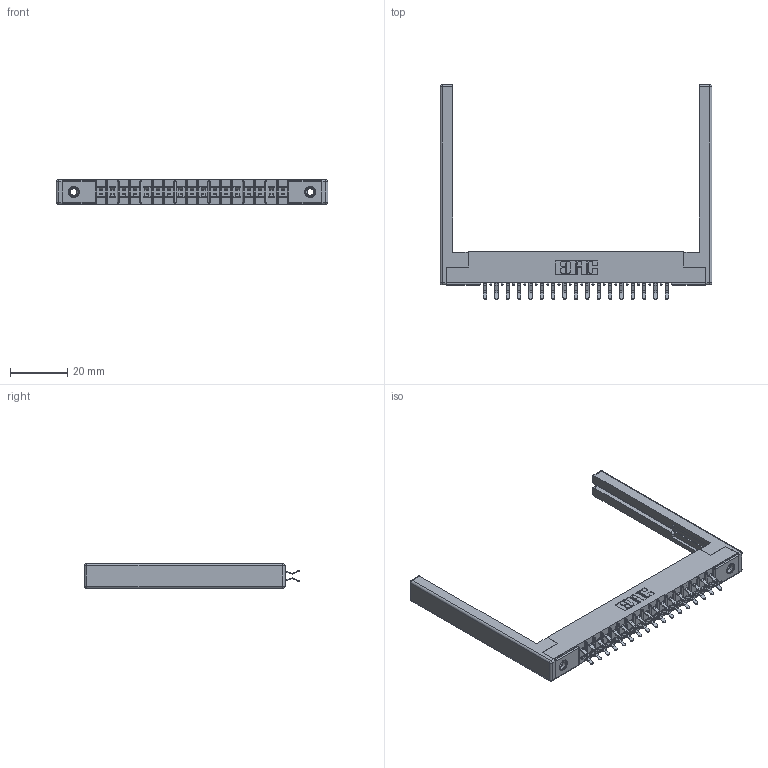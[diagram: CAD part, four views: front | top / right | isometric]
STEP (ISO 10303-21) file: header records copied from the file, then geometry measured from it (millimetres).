
FILE_DESCRIPTION (( 'STEP AP203' ), '1' );
FILE_NAME ('305-034-556-568.STEP', '2019-09-09T17:29:02', ( '' ), ( '' ), 'SwSTEP 2.0', 'SolidWorks 2016', '' );
FILE_SCHEMA (( 'CONFIG_CONTROL_DESIGN' ));
Length unit declared in the file: inch
Products named in the file (5): 305 Part_.156 Dia; 345-250-001_345-250-001-102; 305-034-556-568; 307-220-068; 305-290-001_556
Assembly tree (39 placements, depth 2):
  305-034-556-568
    305 Part_.156 Dia
    305-290-001_556  x34
    345-250-001_345-250-001-102  x2
    307-220-068  x2
Bounding box: 94.79 x 74.93 x 8.71 mm (x, y, z)
Volume: 10280.7 mm3; surface area: 15065.7 mm2
Topology: 39 solids, 39 shells, 2174 faces, 6197 edges, 4018 vertices
Faces by surface type: plane 1210, cylinder 872, sphere 76, cone 12, torus 4
Entity records: 24431 total; most frequent: CARTESIAN_POINT 4018, ORIENTED_EDGE 3976, DIRECTION 3930, EDGE_CURVE 1988, VECTOR 1566, LINE 1566, VERTEX_POINT 1270, AXIS2_PLACEMENT_3D 1182
